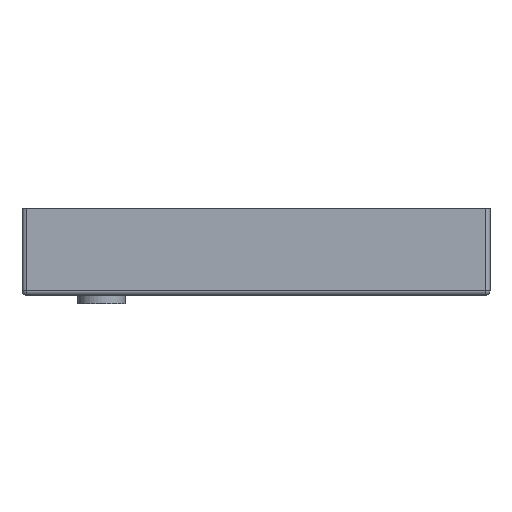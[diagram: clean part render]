
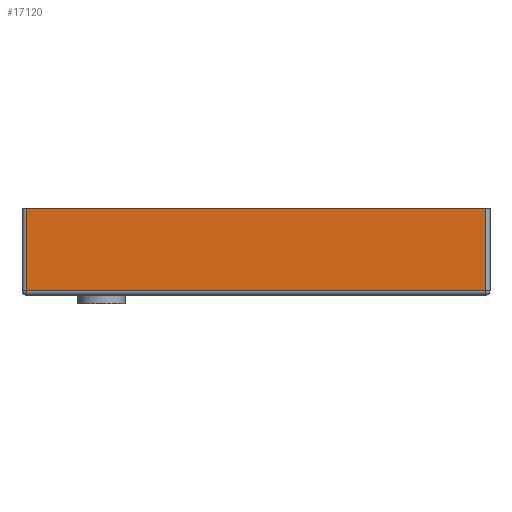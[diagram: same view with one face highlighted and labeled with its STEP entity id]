
A CAD part, front view. The second image highlights one B-rep face of the part: STEP entity #17120.
In plain terms, the highlighted planar face has unit normal (0, -1, 0).
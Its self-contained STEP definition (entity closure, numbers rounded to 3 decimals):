
#9586 = CYLINDRICAL_SURFACE('',#9587,1.);
#9587 = AXIS2_PLACEMENT_3D('',#9588,#9589,#9590);
#9588 = CARTESIAN_POINT('',(1.,-19.,1.));
#9589 = DIRECTION('',(1.,0.,0.));
#9590 = DIRECTION('',(0.,0.,-1.));
#13268 = VERTEX_POINT('',#13269);
#13269 = CARTESIAN_POINT('',(107.7,-20.,1.));
#13296 = EDGE_CURVE('',#13297,#13268,#13299,.T.);
#13297 = VERTEX_POINT('',#13298);
#13298 = CARTESIAN_POINT('',(1.,-20.,1.));
#13299 = SURFACE_CURVE('',#13300,(#13304,#13311),.PCURVE_S1.);
#13300 = LINE('',#13301,#13302);
#13301 = CARTESIAN_POINT('',(1.,-20.,1.));
#13302 = VECTOR('',#13303,1.);
#13303 = DIRECTION('',(1.,0.,0.));
#13304 = PCURVE('',#9586,#13305);
#13305 = DEFINITIONAL_REPRESENTATION('',(#13306),#13310);
#13306 = LINE('',#13307,#13308);
#13307 = CARTESIAN_POINT('',(4.712,0.));
#13308 = VECTOR('',#13309,1.);
#13309 = DIRECTION('',(0.,1.));
#13310 = ( GEOMETRIC_REPRESENTATION_CONTEXT(2) 
PARAMETRIC_REPRESENTATION_CONTEXT() REPRESENTATION_CONTEXT('2D SPACE',''
  ) );
#13311 = PCURVE('',#13312,#13317);
#13312 = PLANE('',#13313);
#13313 = AXIS2_PLACEMENT_3D('',#13314,#13315,#13316);
#13314 = CARTESIAN_POINT('',(1.,-20.,1.));
#13315 = DIRECTION('',(0.,1.,0.));
#13316 = DIRECTION('',(0.,0.,1.));
#13317 = DEFINITIONAL_REPRESENTATION('',(#13318),#13322);
#13318 = LINE('',#13319,#13320);
#13319 = CARTESIAN_POINT('',(0.,0.));
#13320 = VECTOR('',#13321,1.);
#13321 = DIRECTION('',(0.,1.));
#13322 = ( GEOMETRIC_REPRESENTATION_CONTEXT(2) 
PARAMETRIC_REPRESENTATION_CONTEXT() REPRESENTATION_CONTEXT('2D SPACE',''
  ) );
#16814 = CYLINDRICAL_SURFACE('',#16815,1.);
#16815 = AXIS2_PLACEMENT_3D('',#16816,#16817,#16818);
#16816 = CARTESIAN_POINT('',(1.,-19.,1.));
#16817 = DIRECTION('',(0.,0.,1.));
#16818 = DIRECTION('',(1.,0.,0.));
#17108 = CYLINDRICAL_SURFACE('',#17109,1.);
#17109 = AXIS2_PLACEMENT_3D('',#17110,#17111,#17112);
#17110 = CARTESIAN_POINT('',(107.7,-19.,1.));
#17111 = DIRECTION('',(0.,0.,1.));
#17112 = DIRECTION('',(1.,0.,0.));
#17120 = ADVANCED_FACE('',(#17121),#13312,.F.);
#17121 = FACE_BOUND('',#17122,.F.);
#17122 = EDGE_LOOP('',(#17123,#17124,#17147,#17175));
#17123 = ORIENTED_EDGE('',*,*,#13296,.F.);
#17124 = ORIENTED_EDGE('',*,*,#17125,.T.);
#17125 = EDGE_CURVE('',#13297,#17126,#17128,.T.);
#17126 = VERTEX_POINT('',#17127);
#17127 = CARTESIAN_POINT('',(1.,-20.,20.2));
#17128 = SURFACE_CURVE('',#17129,(#17133,#17140),.PCURVE_S1.);
#17129 = LINE('',#17130,#17131);
#17130 = CARTESIAN_POINT('',(1.,-20.,1.));
#17131 = VECTOR('',#17132,1.);
#17132 = DIRECTION('',(0.,0.,1.));
#17133 = PCURVE('',#13312,#17134);
#17134 = DEFINITIONAL_REPRESENTATION('',(#17135),#17139);
#17135 = LINE('',#17136,#17137);
#17136 = CARTESIAN_POINT('',(0.,0.));
#17137 = VECTOR('',#17138,1.);
#17138 = DIRECTION('',(1.,0.));
#17139 = ( GEOMETRIC_REPRESENTATION_CONTEXT(2) 
PARAMETRIC_REPRESENTATION_CONTEXT() REPRESENTATION_CONTEXT('2D SPACE',''
  ) );
#17140 = PCURVE('',#16814,#17141);
#17141 = DEFINITIONAL_REPRESENTATION('',(#17142),#17146);
#17142 = LINE('',#17143,#17144);
#17143 = CARTESIAN_POINT('',(4.712,0.));
#17144 = VECTOR('',#17145,1.);
#17145 = DIRECTION('',(0.,1.));
#17146 = ( GEOMETRIC_REPRESENTATION_CONTEXT(2) 
PARAMETRIC_REPRESENTATION_CONTEXT() REPRESENTATION_CONTEXT('2D SPACE',''
  ) );
#17147 = ORIENTED_EDGE('',*,*,#17148,.T.);
#17148 = EDGE_CURVE('',#17126,#17149,#17151,.T.);
#17149 = VERTEX_POINT('',#17150);
#17150 = CARTESIAN_POINT('',(107.7,-20.,20.2));
#17151 = SURFACE_CURVE('',#17152,(#17156,#17163),.PCURVE_S1.);
#17152 = LINE('',#17153,#17154);
#17153 = CARTESIAN_POINT('',(1.,-20.,20.2));
#17154 = VECTOR('',#17155,1.);
#17155 = DIRECTION('',(1.,0.,0.));
#17156 = PCURVE('',#13312,#17157);
#17157 = DEFINITIONAL_REPRESENTATION('',(#17158),#17162);
#17158 = LINE('',#17159,#17160);
#17159 = CARTESIAN_POINT('',(19.2,0.));
#17160 = VECTOR('',#17161,1.);
#17161 = DIRECTION('',(0.,1.));
#17162 = ( GEOMETRIC_REPRESENTATION_CONTEXT(2) 
PARAMETRIC_REPRESENTATION_CONTEXT() REPRESENTATION_CONTEXT('2D SPACE',''
  ) );
#17163 = PCURVE('',#17164,#17169);
#17164 = PLANE('',#17165);
#17165 = AXIS2_PLACEMENT_3D('',#17166,#17167,#17168);
#17166 = CARTESIAN_POINT('',(1.,-20.,20.2));
#17167 = DIRECTION('',(0.,0.,1.));
#17168 = DIRECTION('',(1.,0.,0.));
#17169 = DEFINITIONAL_REPRESENTATION('',(#17170),#17174);
#17170 = LINE('',#17171,#17172);
#17171 = CARTESIAN_POINT('',(0.,0.));
#17172 = VECTOR('',#17173,1.);
#17173 = DIRECTION('',(1.,0.));
#17174 = ( GEOMETRIC_REPRESENTATION_CONTEXT(2) 
PARAMETRIC_REPRESENTATION_CONTEXT() REPRESENTATION_CONTEXT('2D SPACE',''
  ) );
#17175 = ORIENTED_EDGE('',*,*,#17176,.F.);
#17176 = EDGE_CURVE('',#13268,#17149,#17177,.T.);
#17177 = SURFACE_CURVE('',#17178,(#17182,#17189),.PCURVE_S1.);
#17178 = LINE('',#17179,#17180);
#17179 = CARTESIAN_POINT('',(107.7,-20.,1.));
#17180 = VECTOR('',#17181,1.);
#17181 = DIRECTION('',(0.,0.,1.));
#17182 = PCURVE('',#13312,#17183);
#17183 = DEFINITIONAL_REPRESENTATION('',(#17184),#17188);
#17184 = LINE('',#17185,#17186);
#17185 = CARTESIAN_POINT('',(0.,106.7));
#17186 = VECTOR('',#17187,1.);
#17187 = DIRECTION('',(1.,0.));
#17188 = ( GEOMETRIC_REPRESENTATION_CONTEXT(2) 
PARAMETRIC_REPRESENTATION_CONTEXT() REPRESENTATION_CONTEXT('2D SPACE',''
  ) );
#17189 = PCURVE('',#17108,#17190);
#17190 = DEFINITIONAL_REPRESENTATION('',(#17191),#17195);
#17191 = LINE('',#17192,#17193);
#17192 = CARTESIAN_POINT('',(4.712,0.));
#17193 = VECTOR('',#17194,1.);
#17194 = DIRECTION('',(0.,1.));
#17195 = ( GEOMETRIC_REPRESENTATION_CONTEXT(2) 
PARAMETRIC_REPRESENTATION_CONTEXT() REPRESENTATION_CONTEXT('2D SPACE',''
  ) );
